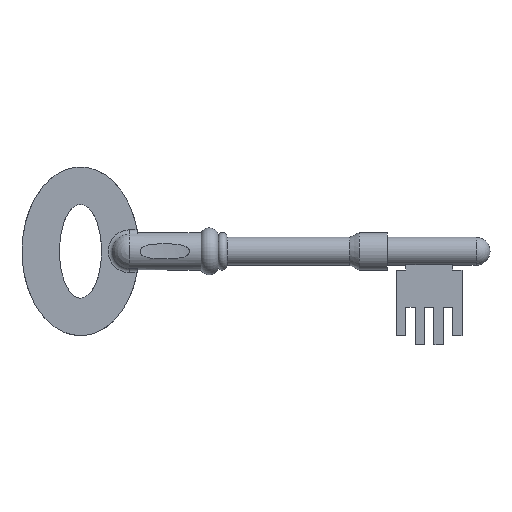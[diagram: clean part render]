
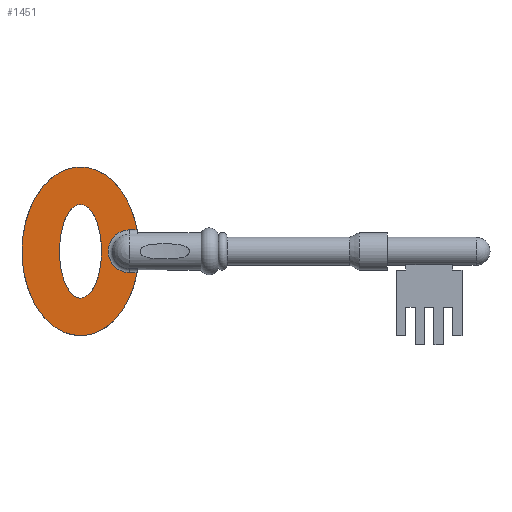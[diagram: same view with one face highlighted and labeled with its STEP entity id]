
A CAD part, top view. The second image highlights one B-rep face of the part: STEP entity #1451.
In plain terms, the highlighted planar face has unit normal (0, 0, 1).
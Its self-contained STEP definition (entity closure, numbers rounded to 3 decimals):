
#24=ELLIPSE('',#1397,0.5,0.225);
#25=ELLIPSE('',#1398,0.9,0.625);
#27=PLANE('',#1396);
#56=VECTOR('',#766,1.);
#57=VECTOR('',#769,1.);
#124=LINE('',#1168,#56);
#125=LINE('',#1181,#57);
#218=FACE_BOUND('',#674,.T.);
#219=FACE_BOUND('',#675,.T.);
#284=VERTEX_POINT('',#1151);
#285=VERTEX_POINT('',#1154);
#286=VERTEX_POINT('',#1167);
#287=VERTEX_POINT('',#1180);
#288=VERTEX_POINT('',#1184);
#346=CIRCLE('',#1393,0.229);
#384=EDGE_CURVE('',#285,#284,#346,.T.);
#386=EDGE_CURVE('',#284,#286,#124,.T.);
#388=EDGE_CURVE('',#287,#285,#125,.T.);
#389=EDGE_CURVE('',#288,#288,#24,.T.);
#390=EDGE_CURVE('',#286,#287,#25,.T.);
#502=ORIENTED_EDGE('',*,*,#389,.F.);
#503=ORIENTED_EDGE('',*,*,#386,.F.);
#504=ORIENTED_EDGE('',*,*,#384,.F.);
#505=ORIENTED_EDGE('',*,*,#388,.F.);
#506=ORIENTED_EDGE('',*,*,#390,.F.);
#674=EDGE_LOOP('',(#502));
#675=EDGE_LOOP('',(#503,#504,#505,#506));
#762=DIRECTION('',(0.,0.,1.));
#763=DIRECTION('',(-0.229,0.,0.));
#766=DIRECTION('',(1.,0.,0.));
#769=DIRECTION('',(-1.,0.,0.));
#770=DIRECTION('',(0.,0.,1.));
#771=DIRECTION('',(1.,0.,0.));
#772=DIRECTION('',(0.,0.,1.));
#773=DIRECTION('',(0.,0.5,0.));
#774=DIRECTION('',(0.,0.,-1.));
#775=DIRECTION('',(0.,0.9,0.));
#1151=CARTESIAN_POINT('',(1.15,-0.229,0.05));
#1154=CARTESIAN_POINT('',(1.15,0.229,0.05));
#1155=CARTESIAN_POINT('',(1.15,0.,0.05));
#1167=CARTESIAN_POINT('',(1.229,-0.229,0.05));
#1168=CARTESIAN_POINT('',(1.575,-0.229,0.05));
#1180=CARTESIAN_POINT('',(1.229,0.229,0.05));
#1181=CARTESIAN_POINT('',(1.575,0.229,0.05));
#1182=CARTESIAN_POINT('',(2.5,0.,0.05));
#1183=CARTESIAN_POINT('',(0.625,0.,0.05));
#1184=CARTESIAN_POINT('',(0.625,-0.5,0.05));
#1185=CARTESIAN_POINT('',(0.625,0.,0.05));
#1393=AXIS2_PLACEMENT_3D('',#1155,#762,#763);
#1396=AXIS2_PLACEMENT_3D('',#1182,#770,#771);
#1397=AXIS2_PLACEMENT_3D('',#1183,#772,#773);
#1398=AXIS2_PLACEMENT_3D('',#1185,#774,#775);
#1451=ADVANCED_FACE('',(#218,#219),#27,.T.);
